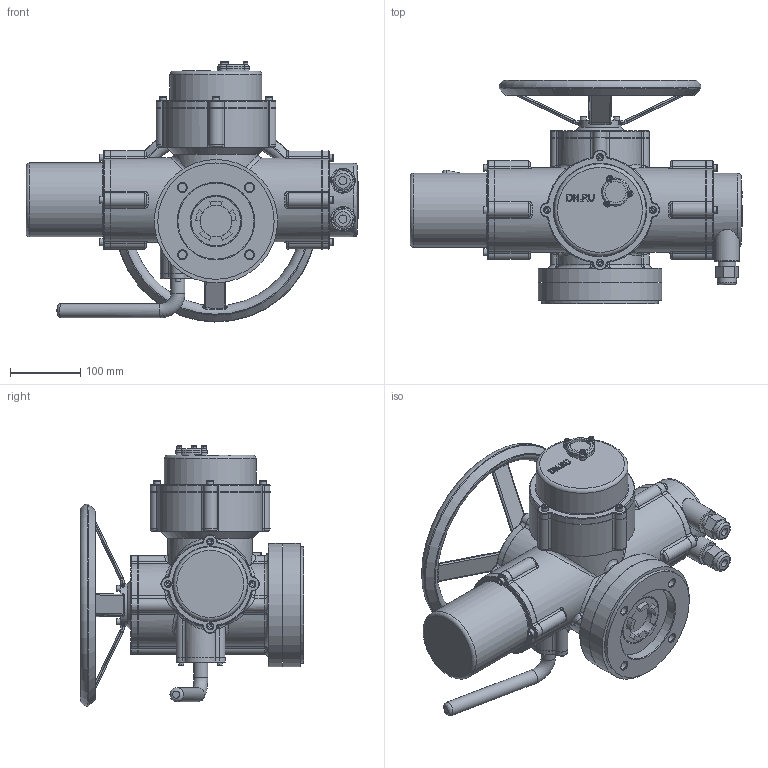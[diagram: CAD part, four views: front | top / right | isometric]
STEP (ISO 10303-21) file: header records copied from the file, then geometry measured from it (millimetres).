
FILE_DESCRIPTION(/* description */ (''),/* implementation_level */ '2;1');
FILE_NAME(/* name */ 'MTN-020_3D_STEP.stp',/* time_stamp */ '2025-12-13T13:52:56+03:00',/* author */ ('igorr'),/* organization */ (''),/* preprocessor_version */ 'ST-DEVELOPER v20',/* originating_system */ 'Autodesk Inventor 2025',/* authorisation */ '');
FILE_SCHEMA (('AUTOMOTIVE_DESIGN { 1 0 10303 214 3 1 1 }'));
Length unit declared in the file: millimetre
Products named in the file (8): Сборка; Деталь1; Деталь2; Деталь3; AS 1420 - 1973 - M4 x 16; AS 1420 - 1973 - M5 x 20; AS 1420 - 1973 - M6 x 16; AS 1420 - 1973 - M6 x 20
Assembly tree (24 placements, depth 2):
  Сборка
    Деталь1
    Деталь2
    Деталь3
    AS 1420 - 1973 - M4 x 16  x5
    AS 1420 - 1973 - M5 x 20  x4
    AS 1420 - 1973 - M6 x 16  x4
    AS 1420 - 1973 - M6 x 20  x8
Bounding box: 471 x 316.92 x 368.99 mm (x, y, z)
Volume: 10142769.9 mm3; surface area: 597144.2 mm2
Topology: 24 solids, 24 shells, 1055 faces, 2527 edges, 1595 vertices
Faces by surface type: plane 372, cylinder 311, torus 193, bspline 104, cone 59, sphere 16
Full cylindrical faces by diameter (mm): 1.253 x1, 4 x5, 5 x4, 6 x16, 6.943 x1, 7 x5, 8.5 x4, 10 x12, 11.511 x2, 12 x4, 20 x2, 21 x1, 24.775 x2, 26.518 x1, 27.183 x2, 30 x2, 34.732 x1, 35 x5, 39.848 x1, 45 x1, 60 x1, 70 x1, 71 x1, 86.846 x1, 90 x2, 104.721 x1, 105 x1, 108 x1, 120 x2, 126.439 x1
Entity records: 30010 total; most frequent: CARTESIAN_POINT 10245, DIRECTION 4110, ORIENTED_EDGE 3822, EDGE_CURVE 1911, AXIS2_PLACEMENT_3D 1733, VERTEX_POINT 1187, CIRCLE 976, EDGE_LOOP 880
